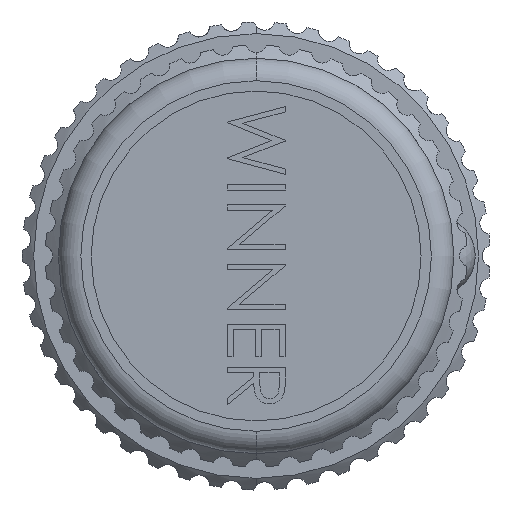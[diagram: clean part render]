
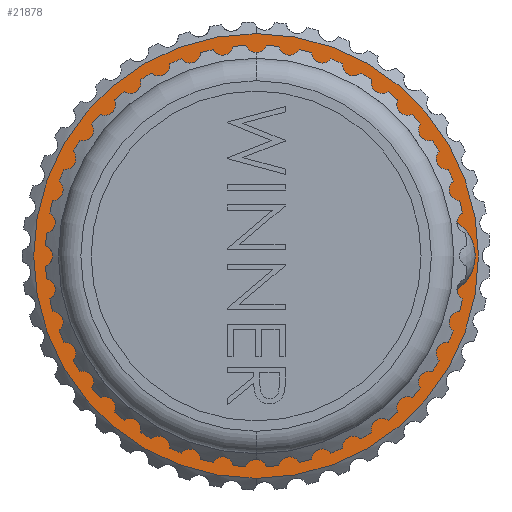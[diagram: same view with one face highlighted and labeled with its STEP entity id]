
A CAD part, left-side view. The second image highlights one B-rep face of the part: STEP entity #21878.
In plain terms, the highlighted planar face has unit normal (-1, 0, 0).
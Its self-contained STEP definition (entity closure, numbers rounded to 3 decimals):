
#709 = AXIS2_PLACEMENT_3D ( 'NONE', #15912, #12736, #25716 ) ;
#1419 = DIRECTION ( 'NONE',  ( 0., 0., -1. ) ) ;
#2299 = CIRCLE ( 'NONE', #33837, 8.56 ) ;
#3045 = CARTESIAN_POINT ( 'NONE',  ( -7.32, 0., 15.3 ) ) ;
#4252 = CARTESIAN_POINT ( 'NONE',  ( -7.32, 0., 8.56 ) ) ;
#5592 = CIRCLE ( 'NONE', #41346, 15.3 ) ;
#6991 = EDGE_CURVE ( 'NONE', #31964, #11656, #2299, .T. ) ;
#7463 = DIRECTION ( 'NONE',  ( -1., 0., 0. ) ) ;
#8219 = FACE_OUTER_BOUND ( 'NONE', #31501, .T. ) ;
#10828 = DIRECTION ( 'NONE',  ( -1., 0., 0. ) ) ;
#11656 = VERTEX_POINT ( 'NONE', #4252 ) ;
#12736 = DIRECTION ( 'NONE',  ( -1., 0., 0. ) ) ;
#13903 = FACE_BOUND ( 'NONE', #40631, .T. ) ;
#14529 = AXIS2_PLACEMENT_3D ( 'NONE', #41394, #22430, #29191 ) ;
#15912 = CARTESIAN_POINT ( 'NONE',  ( -7.32, 0., 0. ) ) ;
#17536 = CARTESIAN_POINT ( 'NONE',  ( -7.32, 0., 0. ) ) ;
#17802 = EDGE_CURVE ( 'NONE', #11656, #31964, #32646, .T. ) ;
#20128 = ORIENTED_EDGE ( 'NONE', *, *, #23309, .T. ) ;
#20721 = VERTEX_POINT ( 'NONE', #3045 ) ;
#20956 = AXIS2_PLACEMENT_3D ( 'NONE', #17536, #41105, #1419 ) ;
#21878 = ADVANCED_FACE ( 'NONE', ( #13903, #8219 ), #34387, .T. ) ;
#22430 = DIRECTION ( 'NONE',  ( -1., 0., 0. ) ) ;
#23309 = EDGE_CURVE ( 'NONE', #20721, #36906, #5592, .T. ) ;
#25716 = DIRECTION ( 'NONE',  ( 0., 0., -1. ) ) ;
#27389 = CARTESIAN_POINT ( 'NONE',  ( -7.32, 0., 0. ) ) ;
#29104 = CARTESIAN_POINT ( 'NONE',  ( -7.32, 0., -15.3 ) ) ;
#29191 = DIRECTION ( 'NONE',  ( 0., 0., -1. ) ) ;
#30378 = CARTESIAN_POINT ( 'NONE',  ( -7.32, 0., -8.56 ) ) ;
#30557 = DIRECTION ( 'NONE',  ( 0., 0., -1. ) ) ;
#31156 = DIRECTION ( 'NONE',  ( 0., 0., -1. ) ) ;
#31501 = EDGE_LOOP ( 'NONE', ( #20128, #40134 ) ) ;
#31964 = VERTEX_POINT ( 'NONE', #30378 ) ;
#32588 = ORIENTED_EDGE ( 'NONE', *, *, #17802, .F. ) ;
#32646 = CIRCLE ( 'NONE', #14529, 8.56 ) ;
#33837 = AXIS2_PLACEMENT_3D ( 'NONE', #40762, #10828, #31156 ) ;
#33899 = EDGE_CURVE ( 'NONE', #36906, #20721, #38962, .T. ) ;
#34387 = PLANE ( 'NONE',  #20956 ) ;
#36906 = VERTEX_POINT ( 'NONE', #29104 ) ;
#38962 = CIRCLE ( 'NONE', #709, 15.3 ) ;
#40064 = ORIENTED_EDGE ( 'NONE', *, *, #6991, .F. ) ;
#40134 = ORIENTED_EDGE ( 'NONE', *, *, #33899, .T. ) ;
#40631 = EDGE_LOOP ( 'NONE', ( #40064, #32588 ) ) ;
#40762 = CARTESIAN_POINT ( 'NONE',  ( -7.32, 0., 0. ) ) ;
#41105 = DIRECTION ( 'NONE',  ( -1., 0., 0. ) ) ;
#41346 = AXIS2_PLACEMENT_3D ( 'NONE', #27389, #7463, #30557 ) ;
#41394 = CARTESIAN_POINT ( 'NONE',  ( -7.32, 0., 0. ) ) ;
